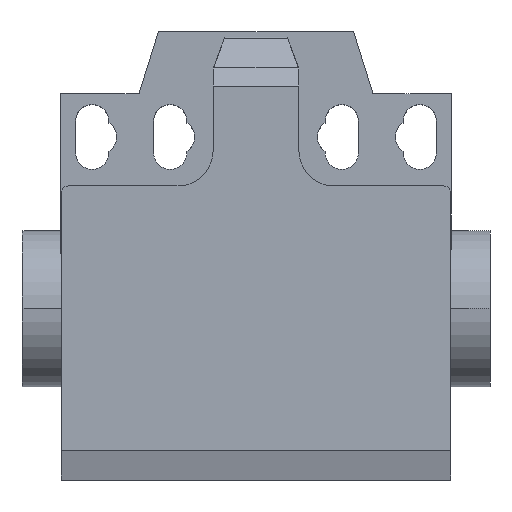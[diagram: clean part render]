
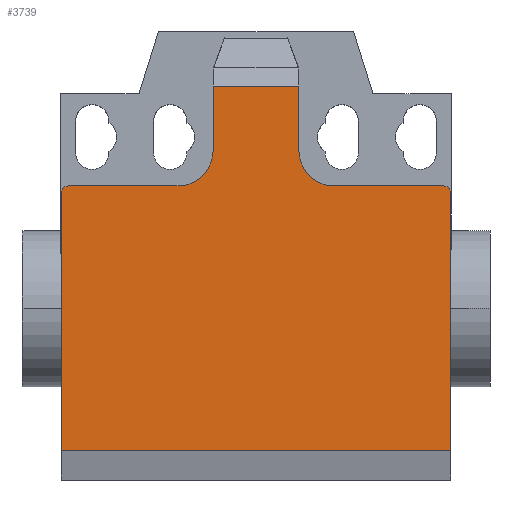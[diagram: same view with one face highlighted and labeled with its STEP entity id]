
A CAD part, top view. The second image highlights one B-rep face of the part: STEP entity #3739.
In plain terms, the highlighted planar face has unit normal (0, 0, 1).
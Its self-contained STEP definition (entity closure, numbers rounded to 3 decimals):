
#693=CARTESIAN_POINT('',(50.,36.7,30.));
#694=VERTEX_POINT('',#693);
#695=CARTESIAN_POINT('',(50.,4.9,30.0));
#696=VERTEX_POINT('',#695);
#697=CARTESIAN_POINT('',(50.,36.7,30.));
#698=DIRECTION('',(0.0,-1.0,0.0));
#699=VECTOR('',#698,31.8);
#700=LINE('',#697,#699);
#701=EDGE_CURVE('',#694,#696,#700,.T.);
#763=CARTESIAN_POINT('',(49.,37.7,30.));
#764=VERTEX_POINT('',#763);
#771=CARTESIAN_POINT('',(49.,36.7,30.));
#772=DIRECTION('',(0.0,0.0,1.0));
#773=DIRECTION('',(0.0,-1.0,0.0));
#774=AXIS2_PLACEMENT_3D('',#771,#772,#773);
#775=CIRCLE('',#774,1.0);
#776=EDGE_CURVE('',#694,#764,#775,.T.);
#917=CARTESIAN_POINT('',(35.,37.7,30.));
#918=VERTEX_POINT('',#917);
#925=CARTESIAN_POINT('',(35.,37.7,30.));
#926=DIRECTION('',(1.0,0.0,0.0));
#927=VECTOR('',#926,14.);
#928=LINE('',#925,#927);
#929=EDGE_CURVE('',#918,#764,#928,.T.);
#1021=CARTESIAN_POINT('',(19.5,50.513,30.));
#1022=VERTEX_POINT('',#1021);
#1029=CARTESIAN_POINT('',(30.5,50.513,30.));
#1030=VERTEX_POINT('',#1029);
#1031=CARTESIAN_POINT('',(30.5,50.513,30.));
#1032=DIRECTION('',(-1.0,0.0,0.0));
#1033=VECTOR('',#1032,11.);
#1034=LINE('',#1031,#1033);
#1035=EDGE_CURVE('',#1030,#1022,#1034,.T.);
#1143=CARTESIAN_POINT('',(30.5,42.2,30.));
#1144=VERTEX_POINT('',#1143);
#1145=CARTESIAN_POINT('',(30.5,50.513,30.));
#1146=DIRECTION('',(0.0,-1.0,0.0));
#1147=VECTOR('',#1146,8.313);
#1148=LINE('',#1145,#1147);
#1149=EDGE_CURVE('',#1030,#1144,#1148,.T.);
#1270=CARTESIAN_POINT('',(35.,42.2,30.));
#1271=DIRECTION('',(0.0,0.0,1.0));
#1272=DIRECTION('',(-1.0,0.0,0.0));
#1273=AXIS2_PLACEMENT_3D('',#1270,#1271,#1272);
#1274=CIRCLE('',#1273,4.5);
#1275=EDGE_CURVE('',#1144,#918,#1274,.T.);
#1336=CARTESIAN_POINT('',(15.,37.7,30.));
#1337=VERTEX_POINT('',#1336);
#1344=CARTESIAN_POINT('',(19.5,42.2,30.));
#1345=VERTEX_POINT('',#1344);
#1346=CARTESIAN_POINT('',(15.,42.2,30.));
#1347=DIRECTION('',(0.0,0.0,1.0));
#1348=DIRECTION('',(0.0,-1.0,0.0));
#1349=AXIS2_PLACEMENT_3D('',#1346,#1347,#1348);
#1350=CIRCLE('',#1349,4.5);
#1351=EDGE_CURVE('',#1337,#1345,#1350,.T.);
#1471=CARTESIAN_POINT('',(19.5,42.2,30.));
#1472=DIRECTION('',(0.0,1.0,0.0));
#1473=VECTOR('',#1472,8.313);
#1474=LINE('',#1471,#1473);
#1475=EDGE_CURVE('',#1345,#1022,#1474,.T.);
#2567=CARTESIAN_POINT('',(1.,37.7,30.));
#2568=VERTEX_POINT('',#2567);
#2575=CARTESIAN_POINT('',(15.,37.7,30.));
#2576=DIRECTION('',(-1.0,0.0,0.0));
#2577=VECTOR('',#2576,14.);
#2578=LINE('',#2575,#2577);
#2579=EDGE_CURVE('',#1337,#2568,#2578,.T.);
#2766=CARTESIAN_POINT('',(0.,36.7,30.));
#2767=VERTEX_POINT('',#2766);
#2768=CARTESIAN_POINT('',(0.0,4.9,30.0));
#2769=VERTEX_POINT('',#2768);
#2770=CARTESIAN_POINT('',(0.,36.7,30.));
#2771=DIRECTION('',(0.0,-1.0,0.0));
#2772=VECTOR('',#2771,31.8);
#2773=LINE('',#2770,#2772);
#2774=EDGE_CURVE('',#2767,#2769,#2773,.T.);
#2814=CARTESIAN_POINT('',(1.,36.7,30.));
#2815=DIRECTION('',(0.0,0.0,-1.0));
#2816=DIRECTION('',(0.0,-1.0,0.0));
#2817=AXIS2_PLACEMENT_3D('',#2814,#2815,#2816);
#2818=CIRCLE('',#2817,1.0);
#2819=EDGE_CURVE('',#2767,#2568,#2818,.T.);
#3209=CARTESIAN_POINT('',(0.0,3.732,30.0));
#3210=VERTEX_POINT('',#3209);
#3217=CARTESIAN_POINT('',(0.0,3.732,30.));
#3218=DIRECTION('',(0.0,1.0,0.0));
#3219=VECTOR('',#3218,1.168);
#3220=LINE('',#3217,#3219);
#3221=EDGE_CURVE('',#3210,#2769,#3220,.T.);
#3626=CARTESIAN_POINT('',(50.,3.732,30.0));
#3627=VERTEX_POINT('',#3626);
#3634=CARTESIAN_POINT('',(50.,3.732,30.));
#3635=DIRECTION('',(-1.0,0.0,0.0));
#3636=VECTOR('',#3635,50.);
#3637=LINE('',#3634,#3636);
#3638=EDGE_CURVE('',#3627,#3210,#3637,.T.);
#3713=CARTESIAN_POINT('',(26.1,17.782,30.));
#3714=DIRECTION('',(0.0,0.0,-1.0));
#3715=DIRECTION('',(0.0,-1.0,0.0));
#3716=AXIS2_PLACEMENT_3D('',#3713,#3714,#3715);
#3717=PLANE('',#3716);
#3718=ORIENTED_EDGE('',*,*,#3638,.F.);
#3719=CARTESIAN_POINT('',(50.,3.732,30.));
#3720=DIRECTION('',(0.0,1.0,0.0));
#3721=VECTOR('',#3720,1.168);
#3722=LINE('',#3719,#3721);
#3723=EDGE_CURVE('',#3627,#696,#3722,.T.);
#3724=ORIENTED_EDGE('',*,*,#3723,.T.);
#3725=ORIENTED_EDGE('',*,*,#701,.F.);
#3726=ORIENTED_EDGE('',*,*,#776,.T.);
#3727=ORIENTED_EDGE('',*,*,#929,.F.);
#3728=ORIENTED_EDGE('',*,*,#1275,.F.);
#3729=ORIENTED_EDGE('',*,*,#1149,.F.);
#3730=ORIENTED_EDGE('',*,*,#1035,.T.);
#3731=ORIENTED_EDGE('',*,*,#1475,.F.);
#3732=ORIENTED_EDGE('',*,*,#1351,.F.);
#3733=ORIENTED_EDGE('',*,*,#2579,.T.);
#3734=ORIENTED_EDGE('',*,*,#2819,.F.);
#3735=ORIENTED_EDGE('',*,*,#2774,.T.);
#3736=ORIENTED_EDGE('',*,*,#3221,.F.);
#3737=EDGE_LOOP('',(#3718,#3724,#3725,#3726,#3727,#3728,#3729,#3730,#3731,#3732,#3733,#3734,#3735,#3736));
#3738=FACE_OUTER_BOUND('',#3737,.T.);
#3739=ADVANCED_FACE('',(#3738),#3717,.F.);
